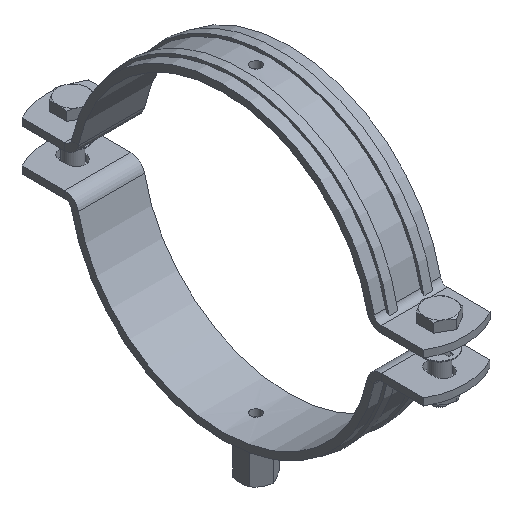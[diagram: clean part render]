
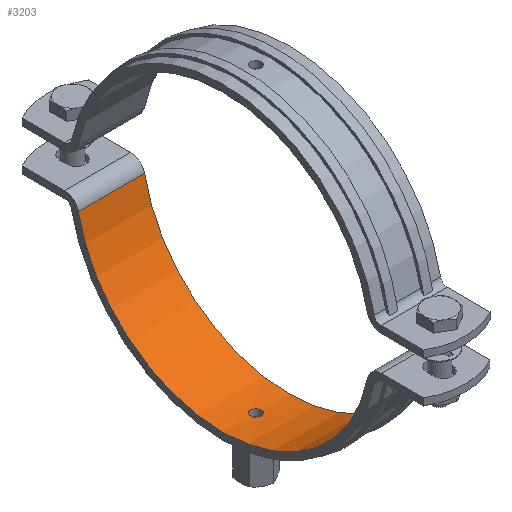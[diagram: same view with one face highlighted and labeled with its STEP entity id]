
A CAD part, isometric view. The second image highlights one B-rep face of the part: STEP entity #3203.
In plain terms, the highlighted cylindrical face has radius 845 mm (diameter 1690 mm), a partial arc.
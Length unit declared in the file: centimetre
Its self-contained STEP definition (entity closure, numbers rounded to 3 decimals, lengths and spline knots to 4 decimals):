
#19=B_SPLINE_CURVE_WITH_KNOTS('',3,(#5376,#5377,#5378,#5379,#5380,#5381,
#5382,#5383,#5384,#5385,#5386,#5387,#5388,#5389,#5390,#5391,#5392,#5393,
#5394,#5395,#5396,#5397,#5398,#5399,#5400,#5401,#5402,#5403,#5404,#5405,
#5406,#5407,#5408,#5409,#5410,#5411,#5412,#5413,#5414,#5415,#5416,#5417,
#5418,#5419,#5420,#5421,#5422,#5423,#5424,#5425,#5426,#5427,#5428,#5429,
#5430,#5431,#5432,#5433,#5434,#5435,#5436,#5437,#5438,#5439,#5440,#5441),
 .UNSPECIFIED.,.T.,.F.,(4,2,2,2,2,2,2,2,2,2,2,2,2,2,2,2,2,2,2,2,2,2,2,2,
2,2,2,2,2,2,2,2,4),(0.,0.5651,1.1302,1.6952,
2.2603,2.8254,3.3905,3.9556,4.5206,
5.0857,5.6508,6.2159,6.781,7.3461,
7.9111,8.4762,9.0413,9.6064,10.1715,
10.7365,11.3016,11.8667,12.4318,12.9969,
13.5619,14.127,14.6921,15.2572,15.8223,
16.3873,16.9524,17.5175,18.0826),
 .UNSPECIFIED.);
#57=FACE_BOUND('',#578,.T.);
#209=CYLINDRICAL_SURFACE('',#3518,84.5);
#366=FACE_OUTER_BOUND('',#577,.T.);
#577=EDGE_LOOP('',(#2724,#2725,#2726,#2727));
#578=EDGE_LOOP('',(#2728));
#762=CIRCLE('',#3519,84.5);
#763=CIRCLE('',#3520,84.5);
#962=LINE('',#5506,#1198);
#966=LINE('',#5517,#1202);
#1198=VECTOR('',#4261,1.);
#1202=VECTOR('',#4273,1.);
#1531=VERTEX_POINT('',#5374);
#1554=VERTEX_POINT('',#5503);
#1555=VERTEX_POINT('',#5505);
#1557=VERTEX_POINT('',#5514);
#1558=VERTEX_POINT('',#5516);
#1925=EDGE_CURVE('',#1531,#1531,#19,.T.);
#1956=EDGE_CURVE('',#1554,#1555,#962,.T.);
#1961=EDGE_CURVE('',#1554,#1557,#762,.T.);
#1962=EDGE_CURVE('',#1558,#1557,#966,.T.);
#1963=EDGE_CURVE('',#1555,#1558,#763,.T.);
#2724=ORIENTED_EDGE('',*,*,#1956,.F.);
#2725=ORIENTED_EDGE('',*,*,#1961,.T.);
#2726=ORIENTED_EDGE('',*,*,#1962,.F.);
#2727=ORIENTED_EDGE('',*,*,#1963,.F.);
#2728=ORIENTED_EDGE('',*,*,#1925,.T.);
#3203=ADVANCED_FACE('',(#366,#57),#209,.F.);
#3518=AXIS2_PLACEMENT_3D('',#5513,#4269,#4270);
#3519=AXIS2_PLACEMENT_3D('',#5515,#4271,#4272);
#3520=AXIS2_PLACEMENT_3D('',#5518,#4274,#4275);
#4261=DIRECTION('',(1.,0.,0.));
#4269=DIRECTION('center_axis',(1.,0.,0.));
#4270=DIRECTION('ref_axis',(0.,0.,
-1.));
#4271=DIRECTION('center_axis',(-1.,0.,0.));
#4272=DIRECTION('ref_axis',(0.,0.,
-1.));
#4273=DIRECTION('',(-1.,0.,0.));
#4274=DIRECTION('center_axis',(-1.,0.,0.));
#4275=DIRECTION('ref_axis',(0.,0.,
-1.));
#5374=CARTESIAN_POINT('',(11.5,4.9075,30.));
#5376=CARTESIAN_POINT('Ctrl Pts',(8.5,7.9075,30.0533));
#5377=CARTESIAN_POINT('Ctrl Pts',(8.6884,7.9075,30.0533));
#5378=CARTESIAN_POINT('Ctrl Pts',(8.8831,7.8895,30.0526));
#5379=CARTESIAN_POINT('Ctrl Pts',(9.2706,7.8135,30.05));
#5380=CARTESIAN_POINT('Ctrl Pts',(9.4633,7.7556,30.048));
#5381=CARTESIAN_POINT('Ctrl Pts',(9.8329,7.6026,30.043));
#5382=CARTESIAN_POINT('Ctrl Pts',(10.01,7.5072,30.0399));
#5383=CARTESIAN_POINT('Ctrl Pts',(10.3377,7.2869,30.0334));
#5384=CARTESIAN_POINT('Ctrl Pts',(10.4882,7.162,30.03));
#5385=CARTESIAN_POINT('Ctrl Pts',(10.7545,6.8956,30.0233));
#5386=CARTESIAN_POINT('Ctrl Pts',(10.8795,6.7452,30.0198));
#5387=CARTESIAN_POINT('Ctrl Pts',(11.0998,6.4175,30.0133));
#5388=CARTESIAN_POINT('Ctrl Pts',(11.1951,6.2404,30.0103));
#5389=CARTESIAN_POINT('Ctrl Pts',(11.3482,5.8708,30.0053));
#5390=CARTESIAN_POINT('Ctrl Pts',(11.406,5.6781,30.0033));
#5391=CARTESIAN_POINT('Ctrl Pts',(11.482,5.2906,30.0006));
#5392=CARTESIAN_POINT('Ctrl Pts',(11.5,5.0958,30.));
#5393=CARTESIAN_POINT('Ctrl Pts',(11.5,4.7191,30.));
#5394=CARTESIAN_POINT('Ctrl Pts',(11.482,4.5243,30.0006));
#5395=CARTESIAN_POINT('Ctrl Pts',(11.406,4.1369,30.0033));
#5396=CARTESIAN_POINT('Ctrl Pts',(11.3482,3.9442,30.0053));
#5397=CARTESIAN_POINT('Ctrl Pts',(11.1951,3.5746,30.0103));
#5398=CARTESIAN_POINT('Ctrl Pts',(11.0998,3.3974,30.0133));
#5399=CARTESIAN_POINT('Ctrl Pts',(10.8795,3.0698,30.0198));
#5400=CARTESIAN_POINT('Ctrl Pts',(10.7545,2.9193,30.0233));
#5401=CARTESIAN_POINT('Ctrl Pts',(10.4882,2.653,30.03));
#5402=CARTESIAN_POINT('Ctrl Pts',(10.3377,2.528,30.0334));
#5403=CARTESIAN_POINT('Ctrl Pts',(10.01,2.3077,30.0399));
#5404=CARTESIAN_POINT('Ctrl Pts',(9.8329,2.2124,30.043));
#5405=CARTESIAN_POINT('Ctrl Pts',(9.4633,2.0593,30.048));
#5406=CARTESIAN_POINT('Ctrl Pts',(9.2706,2.0014,30.05));
#5407=CARTESIAN_POINT('Ctrl Pts',(8.8831,1.9255,30.0526));
#5408=CARTESIAN_POINT('Ctrl Pts',(8.6884,1.9075,30.0533));
#5409=CARTESIAN_POINT('Ctrl Pts',(8.3116,1.9075,30.0533));
#5410=CARTESIAN_POINT('Ctrl Pts',(8.1169,1.9255,30.0526));
#5411=CARTESIAN_POINT('Ctrl Pts',(7.7294,2.0014,30.05));
#5412=CARTESIAN_POINT('Ctrl Pts',(7.5367,2.0593,30.048));
#5413=CARTESIAN_POINT('Ctrl Pts',(7.1671,2.2124,30.043));
#5414=CARTESIAN_POINT('Ctrl Pts',(6.99,2.3077,30.0399));
#5415=CARTESIAN_POINT('Ctrl Pts',(6.6623,2.528,30.0334));
#5416=CARTESIAN_POINT('Ctrl Pts',(6.5118,2.653,30.03));
#5417=CARTESIAN_POINT('Ctrl Pts',(6.2455,2.9193,30.0233));
#5418=CARTESIAN_POINT('Ctrl Pts',(6.1205,3.0698,30.0198));
#5419=CARTESIAN_POINT('Ctrl Pts',(5.9002,3.3974,30.0133));
#5420=CARTESIAN_POINT('Ctrl Pts',(5.8049,3.5746,30.0103));
#5421=CARTESIAN_POINT('Ctrl Pts',(5.6518,3.9442,30.0053));
#5422=CARTESIAN_POINT('Ctrl Pts',(5.594,4.1369,30.0033));
#5423=CARTESIAN_POINT('Ctrl Pts',(5.518,4.5243,30.0006));
#5424=CARTESIAN_POINT('Ctrl Pts',(5.5,4.7191,30.));
#5425=CARTESIAN_POINT('Ctrl Pts',(5.5,5.0958,30.));
#5426=CARTESIAN_POINT('Ctrl Pts',(5.518,5.2906,30.0006));
#5427=CARTESIAN_POINT('Ctrl Pts',(5.594,5.6781,30.0033));
#5428=CARTESIAN_POINT('Ctrl Pts',(5.6518,5.8708,30.0053));
#5429=CARTESIAN_POINT('Ctrl Pts',(5.8049,6.2404,30.0103));
#5430=CARTESIAN_POINT('Ctrl Pts',(5.9002,6.4175,30.0133));
#5431=CARTESIAN_POINT('Ctrl Pts',(6.1205,6.7452,30.0198));
#5432=CARTESIAN_POINT('Ctrl Pts',(6.2455,6.8956,30.0233));
#5433=CARTESIAN_POINT('Ctrl Pts',(6.5118,7.162,30.03));
#5434=CARTESIAN_POINT('Ctrl Pts',(6.6623,7.2869,30.0334));
#5435=CARTESIAN_POINT('Ctrl Pts',(6.99,7.5072,30.0399));
#5436=CARTESIAN_POINT('Ctrl Pts',(7.1671,7.6026,30.043));
#5437=CARTESIAN_POINT('Ctrl Pts',(7.5367,7.7556,30.048));
#5438=CARTESIAN_POINT('Ctrl Pts',(7.7294,7.8135,30.05));
#5439=CARTESIAN_POINT('Ctrl Pts',(8.1169,7.8895,30.0526));
#5440=CARTESIAN_POINT('Ctrl Pts',(8.3116,7.9075,30.0533));
#5441=CARTESIAN_POINT('Ctrl Pts',(8.5,7.9075,30.0533));
#5503=CARTESIAN_POINT('',(-10.5,87.8102,98.1481));
#5505=CARTESIAN_POINT('',(27.5,87.8102,98.1481));
#5506=CARTESIAN_POINT('',(-10.5,87.8102,98.1481));
#5513=CARTESIAN_POINT('Origin',(-10.5,4.9075,114.5));
#5514=CARTESIAN_POINT('',(-10.5,-77.9953,98.1481));
#5515=CARTESIAN_POINT('Origin',(-10.5,4.9075,114.5));
#5516=CARTESIAN_POINT('',(27.5,-77.9953,98.1481));
#5517=CARTESIAN_POINT('',(-10.5,-77.9953,98.1481));
#5518=CARTESIAN_POINT('Origin',(27.5,4.9075,114.5));
